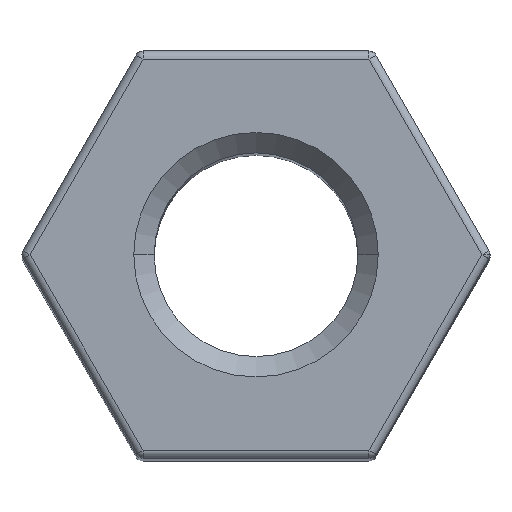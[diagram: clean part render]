
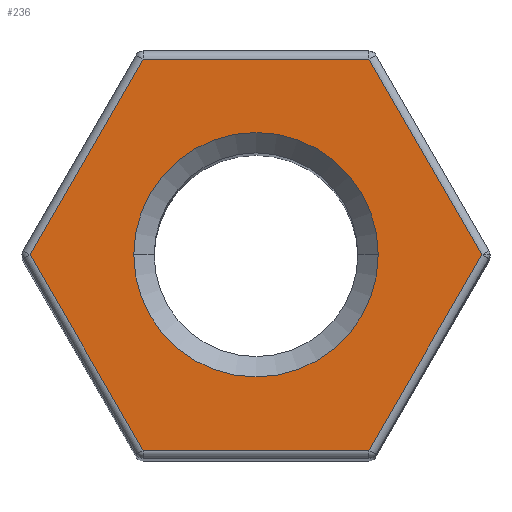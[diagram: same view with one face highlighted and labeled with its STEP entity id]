
A CAD part, top view. The second image highlights one B-rep face of the part: STEP entity #236.
In plain terms, the highlighted planar face has unit normal (0, 0, 1).
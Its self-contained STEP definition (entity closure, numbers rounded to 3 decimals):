
#4 = VERTEX_POINT ( 'NONE', #575 ) ;
#11 = ORIENTED_EDGE ( 'NONE', *, *, #131, .T. ) ;
#13 = ORIENTED_EDGE ( 'NONE', *, *, #316, .T. ) ;
#25 = AXIS2_PLACEMENT_3D ( 'NONE', #779, #773, #766 ) ;
#29 = AXIS2_PLACEMENT_3D ( 'NONE', #1016, #1058, #996 ) ;
#49 = CIRCLE ( 'NONE', #25, 1.5 ) ;
#65 = CARTESIAN_POINT ( 'NONE',  ( -1.5, 0., 18. ) ) ;
#78 = AXIS2_PLACEMENT_3D ( 'NONE', #222, #218, #213 ) ;
#88 = CARTESIAN_POINT ( 'NONE',  ( 2.771, 0., 18. ) ) ;
#96 = VECTOR ( 'NONE', #876, 1000. ) ;
#131 = EDGE_CURVE ( 'NONE', #949, #758, #427, .T. ) ;
#181 = LINE ( 'NONE', #882, #711 ) ;
#213 = DIRECTION ( 'NONE',  ( 1., 0., 0. ) ) ;
#218 = DIRECTION ( 'NONE',  ( 0., 0., -1. ) ) ;
#222 = CARTESIAN_POINT ( 'NONE',  ( 0., 0., 18. ) ) ;
#236 = ADVANCED_FACE ( 'NONE', ( #418, #646 ), #1002, .T. ) ;
#294 = EDGE_CURVE ( 'NONE', #315, #899, #181, .T. ) ;
#296 = EDGE_CURVE ( 'NONE', #899, #4, #738, .T. ) ;
#298 = EDGE_CURVE ( 'NONE', #4, #403, #478, .T. ) ;
#303 = EDGE_CURVE ( 'NONE', #403, #1047, #924, .T. ) ;
#304 = EDGE_CURVE ( 'NONE', #1047, #481, #680, .T. ) ;
#307 = EDGE_CURVE ( 'NONE', #481, #315, #1128, .T. ) ;
#315 = VERTEX_POINT ( 'NONE', #810 ) ;
#316 = EDGE_CURVE ( 'NONE', #758, #949, #49, .T. ) ;
#378 = CARTESIAN_POINT ( 'NONE',  ( 1.5, 0., 18. ) ) ;
#403 = VERTEX_POINT ( 'NONE', #442 ) ;
#418 = FACE_OUTER_BOUND ( 'NONE', #777, .T. ) ;
#427 = CIRCLE ( 'NONE', #78, 1.5 ) ;
#439 = VECTOR ( 'NONE', #846, 1000. ) ;
#442 = CARTESIAN_POINT ( 'NONE',  ( -1.386, -2.4, 18. ) ) ;
#478 = LINE ( 'NONE', #867, #901 ) ;
#481 = VERTEX_POINT ( 'NONE', #88 ) ;
#519 = EDGE_LOOP ( 'NONE', ( #11, #13 ) ) ;
#575 = CARTESIAN_POINT ( 'NONE',  ( -2.771, 0., 18. ) ) ;
#646 = FACE_BOUND ( 'NONE', #519, .T. ) ;
#669 = VECTOR ( 'NONE', #822, 1000. ) ;
#671 = ORIENTED_EDGE ( 'NONE', *, *, #294, .T. ) ;
#680 = LINE ( 'NONE', #831, #1107 ) ;
#701 = ORIENTED_EDGE ( 'NONE', *, *, #296, .T. ) ;
#711 = VECTOR ( 'NONE', #869, 1000. ) ;
#723 = CARTESIAN_POINT ( 'NONE',  ( 1.386, -2.4, 18. ) ) ;
#738 = LINE ( 'NONE', #871, #96 ) ;
#742 = ORIENTED_EDGE ( 'NONE', *, *, #298, .T. ) ;
#755 = ORIENTED_EDGE ( 'NONE', *, *, #303, .T. ) ;
#758 = VERTEX_POINT ( 'NONE', #65 ) ;
#766 = DIRECTION ( 'NONE',  ( 1., 0., 0. ) ) ;
#773 = DIRECTION ( 'NONE',  ( 0., 0., -1. ) ) ;
#777 = EDGE_LOOP ( 'NONE', ( #671, #701, #742, #755, #816, #853 ) ) ;
#779 = CARTESIAN_POINT ( 'NONE',  ( 0., 0., 18. ) ) ;
#810 = CARTESIAN_POINT ( 'NONE',  ( 1.386, 2.4, 18. ) ) ;
#816 = ORIENTED_EDGE ( 'NONE', *, *, #304, .T. ) ;
#822 = DIRECTION ( 'NONE',  ( -0.5, 0.866, 0. ) ) ;
#826 = DIRECTION ( 'NONE',  ( 0.5, 0.866, 0. ) ) ;
#831 = CARTESIAN_POINT ( 'NONE',  ( 2.8, 0.05, 18. ) ) ;
#846 = DIRECTION ( 'NONE',  ( 1., 0., 0. ) ) ;
#853 = ORIENTED_EDGE ( 'NONE', *, *, #307, .T. ) ;
#859 = DIRECTION ( 'NONE',  ( 0.5, -0.866, 0. ) ) ;
#861 = CARTESIAN_POINT ( 'NONE',  ( 1.357, 2.45, 18. ) ) ;
#866 = CARTESIAN_POINT ( 'NONE',  ( 1.443, -2.4, 18. ) ) ;
#867 = CARTESIAN_POINT ( 'NONE',  ( -1.357, -2.45, 18. ) ) ;
#869 = DIRECTION ( 'NONE',  ( -1., 0., 0. ) ) ;
#871 = CARTESIAN_POINT ( 'NONE',  ( -2.8, -0.05, 18. ) ) ;
#876 = DIRECTION ( 'NONE',  ( -0.5, -0.866, 0. ) ) ;
#882 = CARTESIAN_POINT ( 'NONE',  ( -1.443, 2.4, 18. ) ) ;
#899 = VERTEX_POINT ( 'NONE', #928 ) ;
#901 = VECTOR ( 'NONE', #859, 1000. ) ;
#924 = LINE ( 'NONE', #866, #439 ) ;
#928 = CARTESIAN_POINT ( 'NONE',  ( -1.386, 2.4, 18. ) ) ;
#949 = VERTEX_POINT ( 'NONE', #378 ) ;
#996 = DIRECTION ( 'NONE',  ( 1., 0., 0. ) ) ;
#1002 = PLANE ( 'NONE',  #29 ) ;
#1016 = CARTESIAN_POINT ( 'NONE',  ( 2.887, 0., 18. ) ) ;
#1047 = VERTEX_POINT ( 'NONE', #723 ) ;
#1058 = DIRECTION ( 'NONE',  ( 0., 0., 1. ) ) ;
#1107 = VECTOR ( 'NONE', #826, 1000. ) ;
#1128 = LINE ( 'NONE', #861, #669 ) ;
